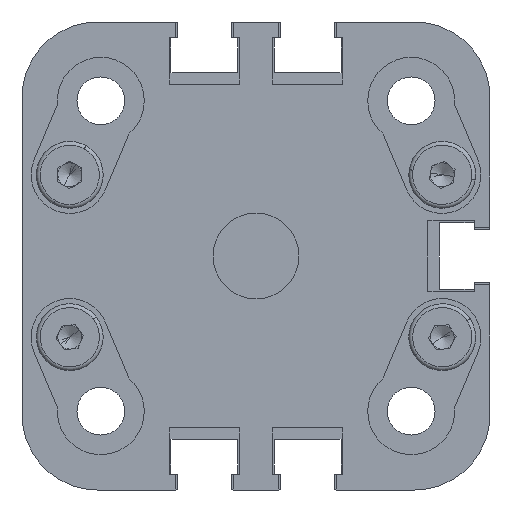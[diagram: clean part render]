
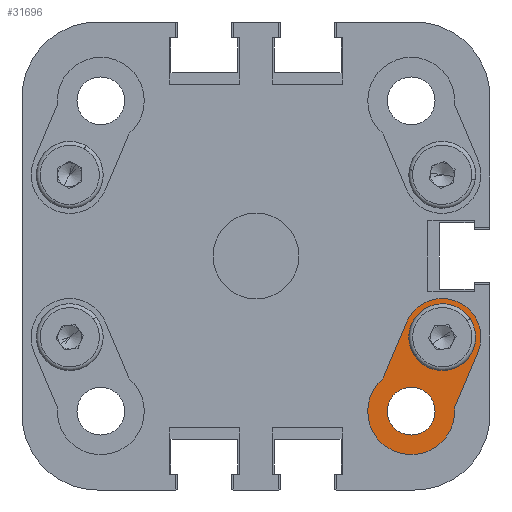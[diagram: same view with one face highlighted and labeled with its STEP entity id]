
A CAD part, left-side view. The second image highlights one B-rep face of the part: STEP entity #31696.
In plain terms, the highlighted planar face has unit normal (-1, 0, 0).
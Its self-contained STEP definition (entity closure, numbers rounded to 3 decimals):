
#23 = FACE_BOUND ( 'NONE', #30643, .T. ) ;
#54 = CARTESIAN_POINT ( 'NONE',  ( 4.5, -19.5, -8.5 ) ) ;
#169 = ORIENTED_EDGE ( 'NONE', *, *, #9161, .T. ) ;
#184 = PLANE ( 'NONE',  #5998 ) ;
#521 = CARTESIAN_POINT ( 'NONE',  ( 4.5, -19.985, -17.816 ) ) ;
#570 = AXIS2_PLACEMENT_3D ( 'NONE', #31186, #30693, #7784 ) ;
#619 = EDGE_CURVE ( 'NONE', #6749, #12804, #15594, .T. ) ;
#629 = CARTESIAN_POINT ( 'NONE',  ( 4.5, -16.25, -13.75 ) ) ;
#702 = ORIENTED_EDGE ( 'NONE', *, *, #24868, .T. ) ;
#1978 = DIRECTION ( 'NONE',  ( 0., 0.387, -0.922 ) ) ;
#2052 = EDGE_CURVE ( 'NONE', #32220, #11397, #32763, .T. ) ;
#2523 = CIRCLE ( 'NONE', #13216, 2.5 ) ;
#2563 = CIRCLE ( 'NONE', #21282, 2.65 ) ;
#2693 = DIRECTION ( 'NONE',  ( 0., -0.387, 0.922 ) ) ;
#4314 = CIRCLE ( 'NONE', #570, 2.5 ) ;
#4450 = VERTEX_POINT ( 'NONE', #16169 ) ;
#4500 = VERTEX_POINT ( 'NONE', #629 ) ;
#4916 = DIRECTION ( 'NONE',  ( -1., 0., 0. ) ) ;
#5037 = CARTESIAN_POINT ( 'NONE',  ( 4.5, -19.5, -4.45 ) ) ;
#5041 = CARTESIAN_POINT ( 'NONE',  ( 4.5, -16.85, -8.5 ) ) ;
#5063 = VERTEX_POINT ( 'NONE', #5037 ) ;
#5998 = AXIS2_PLACEMENT_3D ( 'NONE', #5041, #18091, #13387 ) ;
#6049 = CARTESIAN_POINT ( 'NONE',  ( 4.5, -20.787, -15.904 ) ) ;
#6749 = VERTEX_POINT ( 'NONE', #18669 ) ;
#7702 = DIRECTION ( 'NONE',  ( 0., 0., -1. ) ) ;
#7784 = DIRECTION ( 'NONE',  ( 0., 0., -1. ) ) ;
#7940 = VERTEX_POINT ( 'NONE', #29959 ) ;
#8200 = AXIS2_PLACEMENT_3D ( 'NONE', #28622, #31611, #10886 ) ;
#9161 = EDGE_CURVE ( 'NONE', #12804, #7940, #18262, .T. ) ;
#9287 = CARTESIAN_POINT ( 'NONE',  ( 4.5, -16.25, -18.75 ) ) ;
#9445 = VECTOR ( 'NONE', #1978, 1000. ) ;
#9906 = VERTEX_POINT ( 'NONE', #9287 ) ;
#9997 = CARTESIAN_POINT ( 'NONE',  ( 4.5, -12.515, -14.684 ) ) ;
#10525 = CIRCLE ( 'NONE', #29232, 4.05 ) ;
#10708 = FACE_BOUND ( 'NONE', #15097, .T. ) ;
#10886 = DIRECTION ( 'NONE',  ( 0., 0., 1. ) ) ;
#11170 = ORIENTED_EDGE ( 'NONE', *, *, #12438, .T. ) ;
#11191 = EDGE_LOOP ( 'NONE', ( #11170, #16985, #169, #19539, #702 ) ) ;
#11397 = VERTEX_POINT ( 'NONE', #31667 ) ;
#12438 = EDGE_CURVE ( 'NONE', #4450, #6749, #19900, .T. ) ;
#12804 = VERTEX_POINT ( 'NONE', #6049 ) ;
#13120 = EDGE_CURVE ( 'NONE', #9906, #4500, #2523, .T. ) ;
#13216 = AXIS2_PLACEMENT_3D ( 'NONE', #20437, #30608, #7702 ) ;
#13387 = DIRECTION ( 'NONE',  ( 0., 0., -1. ) ) ;
#13505 = DIRECTION ( 'NONE',  ( -1., 0., 0. ) ) ;
#13775 = CIRCLE ( 'NONE', #19192, 4.05 ) ;
#14079 = DIRECTION ( 'NONE',  ( 0., 0., 1. ) ) ;
#14895 = ORIENTED_EDGE ( 'NONE', *, *, #30174, .F. ) ;
#15097 = EDGE_LOOP ( 'NONE', ( #14895, #16520 ) ) ;
#15594 = CIRCLE ( 'NONE', #27885, 4.55 ) ;
#15799 = DIRECTION ( 'NONE',  ( 0., 0., 1. ) ) ;
#15955 = EDGE_CURVE ( 'NONE', #11397, #32220, #2563, .T. ) ;
#16169 = CARTESIAN_POINT ( 'NONE',  ( 4.5, -15.765, -6.934 ) ) ;
#16520 = ORIENTED_EDGE ( 'NONE', *, *, #13120, .F. ) ;
#16985 = ORIENTED_EDGE ( 'NONE', *, *, #619, .T. ) ;
#18091 = DIRECTION ( 'NONE',  ( 1., 0., 0. ) ) ;
#18262 = LINE ( 'NONE', #521, #29073 ) ;
#18669 = CARTESIAN_POINT ( 'NONE',  ( 4.5, -13.317, -12.771 ) ) ;
#19192 = AXIS2_PLACEMENT_3D ( 'NONE', #20534, #25840, #15799 ) ;
#19539 = ORIENTED_EDGE ( 'NONE', *, *, #26064, .T. ) ;
#19888 = CARTESIAN_POINT ( 'NONE',  ( 4.5, -19.5, -5.85 ) ) ;
#19900 = LINE ( 'NONE', #9997, #9445 ) ;
#20437 = CARTESIAN_POINT ( 'NONE',  ( 4.5, -16.25, -16.25 ) ) ;
#20534 = CARTESIAN_POINT ( 'NONE',  ( 4.5, -19.5, -8.5 ) ) ;
#20646 = DIRECTION ( 'NONE',  ( 0., 0., 1. ) ) ;
#21282 = AXIS2_PLACEMENT_3D ( 'NONE', #54, #4916, #20646 ) ;
#21573 = ORIENTED_EDGE ( 'NONE', *, *, #15955, .F. ) ;
#21641 = CARTESIAN_POINT ( 'NONE',  ( 4.5, -16.25, -16.25 ) ) ;
#23712 = DIRECTION ( 'NONE',  ( 0., 0., 1. ) ) ;
#24868 = EDGE_CURVE ( 'NONE', #5063, #4450, #10525, .T. ) ;
#25840 = DIRECTION ( 'NONE',  ( -1., 0., 0. ) ) ;
#25926 = FACE_OUTER_BOUND ( 'NONE', #11191, .T. ) ;
#26064 = EDGE_CURVE ( 'NONE', #7940, #5063, #13775, .T. ) ;
#26209 = CARTESIAN_POINT ( 'NONE',  ( 4.5, -19.5, -8.5 ) ) ;
#26788 = DIRECTION ( 'NONE',  ( -1., 0., 0. ) ) ;
#27885 = AXIS2_PLACEMENT_3D ( 'NONE', #21641, #26788, #14079 ) ;
#28622 = CARTESIAN_POINT ( 'NONE',  ( 4.5, -19.5, -8.5 ) ) ;
#28889 = ORIENTED_EDGE ( 'NONE', *, *, #2052, .F. ) ;
#29073 = VECTOR ( 'NONE', #2693, 1000. ) ;
#29232 = AXIS2_PLACEMENT_3D ( 'NONE', #26209, #13505, #23712 ) ;
#29959 = CARTESIAN_POINT ( 'NONE',  ( 4.5, -23.235, -10.066 ) ) ;
#30174 = EDGE_CURVE ( 'NONE', #4500, #9906, #4314, .T. ) ;
#30608 = DIRECTION ( 'NONE',  ( -1., 0., 0. ) ) ;
#30643 = EDGE_LOOP ( 'NONE', ( #28889, #21573 ) ) ;
#30693 = DIRECTION ( 'NONE',  ( -1., 0., 0. ) ) ;
#31186 = CARTESIAN_POINT ( 'NONE',  ( 4.5, -16.25, -16.25 ) ) ;
#31611 = DIRECTION ( 'NONE',  ( -1., 0., 0. ) ) ;
#31667 = CARTESIAN_POINT ( 'NONE',  ( 4.5, -19.5, -11.15 ) ) ;
#31696 = ADVANCED_FACE ( 'NONE', ( #23, #25926, #10708 ), #184, .F. ) ;
#32220 = VERTEX_POINT ( 'NONE', #19888 ) ;
#32763 = CIRCLE ( 'NONE', #8200, 2.65 ) ;
